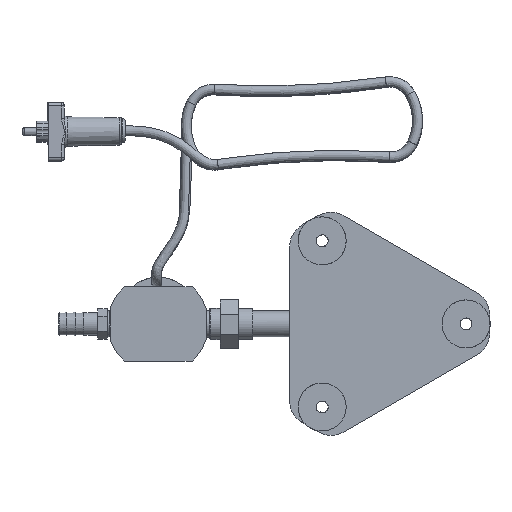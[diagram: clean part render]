
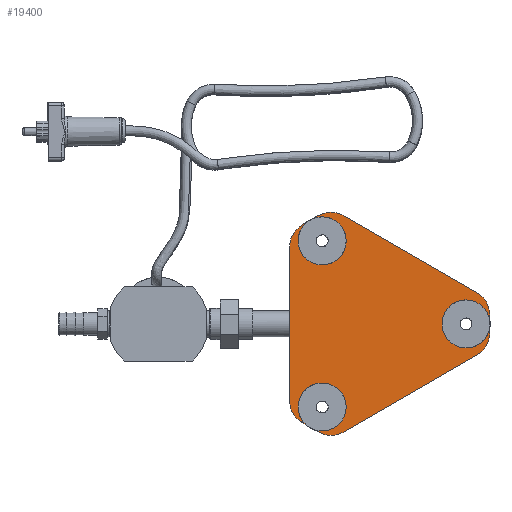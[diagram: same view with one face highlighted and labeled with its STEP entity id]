
A CAD part, left-side view. The second image highlights one B-rep face of the part: STEP entity #19400.
In plain terms, the highlighted planar face has unit normal (-1, 0, 0).
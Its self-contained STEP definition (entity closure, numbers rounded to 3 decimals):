
#2396=FACE_BOUND('',#5289,.T.);
#2397=FACE_BOUND('',#5290,.T.);
#2714=CIRCLE('',#21306,20.);
#2718=CIRCLE('',#21313,20.);
#2719=CIRCLE('',#21314,20.);
#2721=CIRCLE('',#21318,20.);
#2722=CIRCLE('',#21320,100.);
#2723=CIRCLE('',#21321,20.);
#2724=CIRCLE('',#21322,20.);
#2725=CIRCLE('',#21323,100.);
#2726=CIRCLE('',#21324,20.);
#2727=CIRCLE('',#21325,20.);
#2728=CIRCLE('',#21326,100.);
#2729=CIRCLE('',#21327,20.);
#2730=CIRCLE('',#21328,20.);
#2731=CIRCLE('',#21329,100.);
#4252=FACE_OUTER_BOUND('',#5288,.T.);
#5288=EDGE_LOOP('',(#15241,#15242,#15243,#15244,#15245,#15246,#15247,#15248,
#15249,#15250,#15251,#15252,#15253,#15254,#15255));
#5289=EDGE_LOOP('',(#15256));
#5290=EDGE_LOOP('',(#15257));
#6406=LINE('',#33013,#7929);
#6407=LINE('',#33021,#7930);
#6408=LINE('',#33029,#7931);
#7929=VECTOR('',#24112,10.);
#7930=VECTOR('',#24119,10.);
#7931=VECTOR('',#24126,10.);
#9647=VERTEX_POINT('',#32984);
#9648=VERTEX_POINT('',#32988);
#9649=VERTEX_POINT('',#32989);
#9651=VERTEX_POINT('',#32996);
#9653=VERTEX_POINT('',#33004);
#9654=VERTEX_POINT('',#33008);
#9655=VERTEX_POINT('',#33010);
#9656=VERTEX_POINT('',#33012);
#9657=VERTEX_POINT('',#33014);
#9658=VERTEX_POINT('',#33016);
#9659=VERTEX_POINT('',#33018);
#9660=VERTEX_POINT('',#33020);
#9661=VERTEX_POINT('',#33022);
#9662=VERTEX_POINT('',#33024);
#9663=VERTEX_POINT('',#33026);
#9664=VERTEX_POINT('',#33028);
#9665=VERTEX_POINT('',#33030);
#11683=EDGE_CURVE('',#9647,#9647,#2714,.T.);
#11688=EDGE_CURVE('',#9648,#9651,#2718,.T.);
#11689=EDGE_CURVE('',#9651,#9649,#2719,.T.);
#11692=EDGE_CURVE('',#9653,#9653,#2721,.T.);
#11693=EDGE_CURVE('',#9649,#9654,#2722,.T.);
#11694=EDGE_CURVE('',#9654,#9655,#2723,.T.);
#11695=EDGE_CURVE('',#9655,#9656,#6406,.T.);
#11696=EDGE_CURVE('',#9656,#9657,#2724,.T.);
#11697=EDGE_CURVE('',#9657,#9658,#2725,.T.);
#11698=EDGE_CURVE('',#9658,#9659,#2726,.T.);
#11699=EDGE_CURVE('',#9659,#9660,#6407,.T.);
#11700=EDGE_CURVE('',#9660,#9661,#2727,.T.);
#11701=EDGE_CURVE('',#9661,#9662,#2728,.T.);
#11702=EDGE_CURVE('',#9662,#9663,#2729,.T.);
#11703=EDGE_CURVE('',#9663,#9664,#6408,.T.);
#11704=EDGE_CURVE('',#9664,#9665,#2730,.T.);
#11705=EDGE_CURVE('',#9665,#9648,#2731,.T.);
#15241=ORIENTED_EDGE('',*,*,#11688,.T.);
#15242=ORIENTED_EDGE('',*,*,#11689,.T.);
#15243=ORIENTED_EDGE('',*,*,#11693,.T.);
#15244=ORIENTED_EDGE('',*,*,#11694,.T.);
#15245=ORIENTED_EDGE('',*,*,#11695,.T.);
#15246=ORIENTED_EDGE('',*,*,#11696,.T.);
#15247=ORIENTED_EDGE('',*,*,#11697,.T.);
#15248=ORIENTED_EDGE('',*,*,#11698,.T.);
#15249=ORIENTED_EDGE('',*,*,#11699,.T.);
#15250=ORIENTED_EDGE('',*,*,#11700,.T.);
#15251=ORIENTED_EDGE('',*,*,#11701,.T.);
#15252=ORIENTED_EDGE('',*,*,#11702,.T.);
#15253=ORIENTED_EDGE('',*,*,#11703,.T.);
#15254=ORIENTED_EDGE('',*,*,#11704,.T.);
#15255=ORIENTED_EDGE('',*,*,#11705,.T.);
#15256=ORIENTED_EDGE('',*,*,#11692,.T.);
#15257=ORIENTED_EDGE('',*,*,#11683,.T.);
#18642=PLANE('',#21319);
#19400=ADVANCED_FACE('',(#4252,#2396,#2397),#18642,.F.);
#21306=AXIS2_PLACEMENT_3D('',#32986,#24078,#24079);
#21313=AXIS2_PLACEMENT_3D('',#32998,#24093,#24094);
#21314=AXIS2_PLACEMENT_3D('',#32999,#24095,#24096);
#21318=AXIS2_PLACEMENT_3D('',#33006,#24104,#24105);
#21319=AXIS2_PLACEMENT_3D('',#33007,#24106,#24107);
#21320=AXIS2_PLACEMENT_3D('',#33009,#24108,#24109);
#21321=AXIS2_PLACEMENT_3D('',#33011,#24110,#24111);
#21322=AXIS2_PLACEMENT_3D('',#33015,#24113,#24114);
#21323=AXIS2_PLACEMENT_3D('',#33017,#24115,#24116);
#21324=AXIS2_PLACEMENT_3D('',#33019,#24117,#24118);
#21325=AXIS2_PLACEMENT_3D('',#33023,#24120,#24121);
#21326=AXIS2_PLACEMENT_3D('',#33025,#24122,#24123);
#21327=AXIS2_PLACEMENT_3D('',#33027,#24124,#24125);
#21328=AXIS2_PLACEMENT_3D('',#33031,#24127,#24128);
#21329=AXIS2_PLACEMENT_3D('',#33032,#24129,#24130);
#24078=DIRECTION('center_axis',(1.,0.,0.));
#24079=DIRECTION('ref_axis',(0.,0.5,-0.866));
#24093=DIRECTION('center_axis',(1.,0.,0.));
#24094=DIRECTION('ref_axis',(0.,0.5,-0.866));
#24095=DIRECTION('center_axis',(1.,0.,0.));
#24096=DIRECTION('ref_axis',(0.,0.5,-0.866));
#24104=DIRECTION('center_axis',(1.,0.,0.));
#24105=DIRECTION('ref_axis',(0.,0.5,-0.866));
#24106=DIRECTION('center_axis',(1.,0.,0.));
#24107=DIRECTION('ref_axis',(0.,0.,-1.));
#24108=DIRECTION('center_axis',(-1.,0.,0.));
#24109=DIRECTION('ref_axis',(0.,0.588,-0.809));
#24110=DIRECTION('center_axis',(-1.,0.,0.));
#24111=DIRECTION('ref_axis',(0.,0.407,-0.913));
#24112=DIRECTION('',(0.,-0.866,0.5));
#24113=DIRECTION('center_axis',(-1.,0.,0.));
#24114=DIRECTION('ref_axis',(0.,-0.5,-0.866));
#24115=DIRECTION('center_axis',(-1.,0.,0.));
#24116=DIRECTION('ref_axis',(0.,-0.995,-0.104));
#24117=DIRECTION('center_axis',(-1.,0.,0.));
#24118=DIRECTION('ref_axis',(0.,-0.995,0.104));
#24119=DIRECTION('',(0.,0.866,0.5));
#24120=DIRECTION('center_axis',(-1.,0.,0.));
#24121=DIRECTION('ref_axis',(0.,-0.5,0.866));
#24122=DIRECTION('center_axis',(-1.,0.,0.));
#24123=DIRECTION('ref_axis',(0.,0.407,0.913));
#24124=DIRECTION('center_axis',(-1.,0.,0.));
#24125=DIRECTION('ref_axis',(0.,0.587,0.809));
#24126=DIRECTION('',(0.,0.,-1.));
#24127=DIRECTION('center_axis',(-1.,0.,0.));
#24128=DIRECTION('ref_axis',(0.,1.,0.));
#24129=DIRECTION('center_axis',(-1.,0.,0.));
#24130=DIRECTION('ref_axis',(0.,0.588,-0.809));
#32984=CARTESIAN_POINT('',(-3.,-90.,17.321));
#32986=CARTESIAN_POINT('Origin',(-3.,-80.,0.));
#32988=CARTESIAN_POINT('',(-3.,51.608,-85.568));
#32989=CARTESIAN_POINT('',(-3.,48.3,-87.478));
#32996=CARTESIAN_POINT('',(-3.,30.,-51.962));
#32998=CARTESIAN_POINT('Origin',(-3.,40.,-69.282));
#32999=CARTESIAN_POINT('Origin',(-3.,40.,-69.282));
#33004=CARTESIAN_POINT('',(-3.,30.,86.603));
#33006=CARTESIAN_POINT('Origin',(-3.,40.,69.282));
#33007=CARTESIAN_POINT('Origin',(-3.,-0.037,0.063));
#33008=CARTESIAN_POINT('',(-3.,40.669,-91.277));
#33009=CARTESIAN_POINT('Origin',(-3.,-0.037,0.063));
#33010=CARTESIAN_POINT('',(-3.,22.528,-90.329));
#33011=CARTESIAN_POINT('Origin',(-3.,32.528,-73.009));
#33012=CARTESIAN_POINT('',(-3.,-89.601,-25.591));
#33013=CARTESIAN_POINT('',(-3.,22.528,-90.329));
#33014=CARTESIAN_POINT('',(-3.,-99.492,-10.354));
#33015=CARTESIAN_POINT('Origin',(-3.,-79.601,-8.271));
#33016=CARTESIAN_POINT('',(-3.,-99.492,10.481));
#33017=CARTESIAN_POINT('Origin',(-3.,-0.037,0.063));
#33018=CARTESIAN_POINT('',(-3.,-89.601,25.718));
#33019=CARTESIAN_POINT('Origin',(-3.,-79.601,8.398));
#33020=CARTESIAN_POINT('',(-3.,22.528,90.456));
#33021=CARTESIAN_POINT('',(-3.,-89.601,25.718));
#33022=CARTESIAN_POINT('',(-3.,40.669,91.404));
#33023=CARTESIAN_POINT('Origin',(-3.,32.528,73.136));
#33024=CARTESIAN_POINT('',(-3.,58.713,80.986));
#33025=CARTESIAN_POINT('Origin',(-3.,-0.037,0.063));
#33026=CARTESIAN_POINT('',(-3.,66.963,64.801));
#33027=CARTESIAN_POINT('Origin',(-3.,46.963,64.801));
#33028=CARTESIAN_POINT('',(-3.,66.963,-64.675));
#33029=CARTESIAN_POINT('',(-3.,66.963,64.801));
#33030=CARTESIAN_POINT('',(-3.,58.713,-80.859));
#33031=CARTESIAN_POINT('Origin',(-3.,46.963,-64.675));
#33032=CARTESIAN_POINT('Origin',(-3.,-0.037,0.063));
